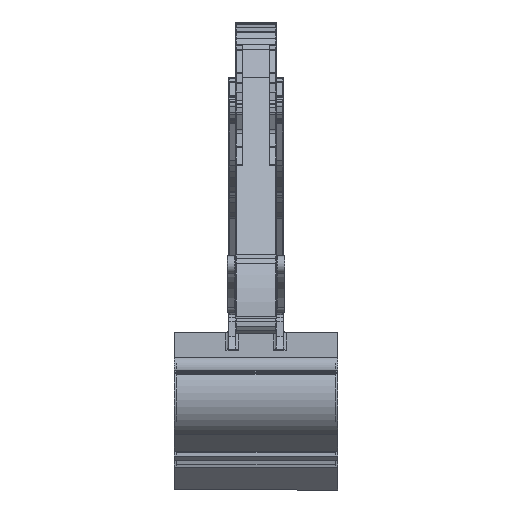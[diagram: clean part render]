
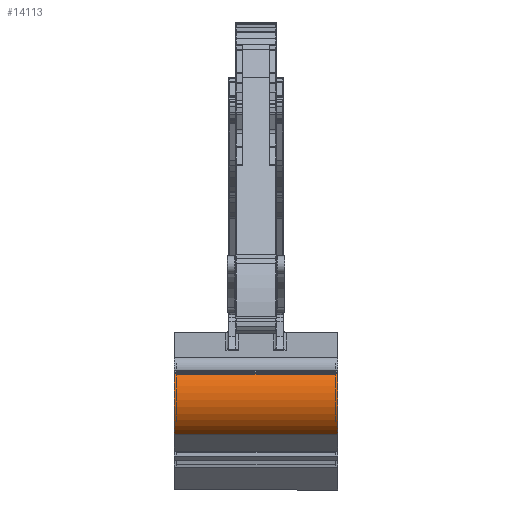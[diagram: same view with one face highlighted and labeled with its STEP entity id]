
A CAD part, top view. The second image highlights one B-rep face of the part: STEP entity #14113.
In plain terms, the highlighted cylindrical face has radius 160.05 mm (diameter 320.1 mm), a partial arc.
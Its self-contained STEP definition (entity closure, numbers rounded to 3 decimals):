
#1360=FACE_OUTER_BOUND('',#2248,.T.);
#2248=EDGE_LOOP('',(#12454,#12455,#12456,#12457));
#3335=LINE('',#24845,#4465);
#3337=LINE('',#24851,#4467);
#4465=VECTOR('',#20368,10.);
#4467=VECTOR('',#20374,10.);
#5461=CIRCLE('',#15975,160.05);
#5466=CIRCLE('',#15983,160.05);
#6638=VERTEX_POINT('',#24812);
#6639=VERTEX_POINT('',#24814);
#6652=VERTEX_POINT('',#24844);
#6654=VERTEX_POINT('',#24850);
#8605=EDGE_CURVE('',#6638,#6639,#5461,.T.);
#8620=EDGE_CURVE('',#6639,#6652,#3335,.T.);
#8623=EDGE_CURVE('',#6638,#6654,#3337,.T.);
#8624=EDGE_CURVE('',#6652,#6654,#5466,.T.);
#12454=ORIENTED_EDGE('',*,*,#8620,.F.);
#12455=ORIENTED_EDGE('',*,*,#8605,.F.);
#12456=ORIENTED_EDGE('',*,*,#8623,.T.);
#12457=ORIENTED_EDGE('',*,*,#8624,.F.);
#13352=CYLINDRICAL_SURFACE('',#15982,160.05);
#14113=ADVANCED_FACE('',(#1360),#13352,.T.);
#15975=AXIS2_PLACEMENT_3D('',#24815,#20345,#20346);
#15982=AXIS2_PLACEMENT_3D('',#24849,#20372,#20373);
#15983=AXIS2_PLACEMENT_3D('',#24852,#20375,#20376);
#20345=DIRECTION('center_axis',(-1.,0.,0.));
#20346=DIRECTION('ref_axis',(0.,-0.125,0.992));
#20368=DIRECTION('',(1.,0.,0.));
#20372=DIRECTION('center_axis',(1.,0.,0.));
#20373=DIRECTION('ref_axis',(0.,-0.125,0.992));
#20374=DIRECTION('',(1.,0.,0.));
#20375=DIRECTION('center_axis',(1.,0.,0.));
#20376=DIRECTION('ref_axis',(0.,-0.125,0.992));
#24812=CARTESIAN_POINT('',(-300.,100.304,-1493.508));
#24814=CARTESIAN_POINT('',(-300.,237.916,-1309.617));
#24815=CARTESIAN_POINT('Origin',(-300.,258.365,-1468.355));
#24844=CARTESIAN_POINT('',(300.,237.916,-1309.617));
#24845=CARTESIAN_POINT('',(0.,237.916,-1309.617));
#24849=CARTESIAN_POINT('Origin',(0.,258.365,-1468.355));
#24850=CARTESIAN_POINT('',(300.,100.304,-1493.508));
#24851=CARTESIAN_POINT('',(0.,100.304,-1493.508));
#24852=CARTESIAN_POINT('Origin',(300.,258.365,-1468.355));
